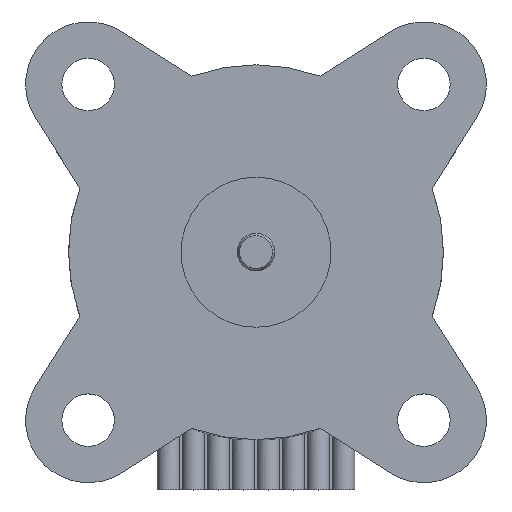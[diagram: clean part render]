
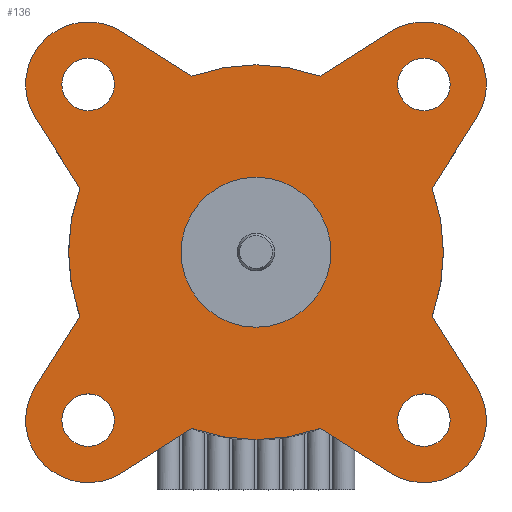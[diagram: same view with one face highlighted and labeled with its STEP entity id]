
A CAD part, top view. The second image highlights one B-rep face of the part: STEP entity #136.
In plain terms, the highlighted planar face has unit normal (0, 0, 1).
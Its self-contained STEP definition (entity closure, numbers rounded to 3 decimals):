
#37=FACE_BOUND('',#325,.T.);
#38=FACE_BOUND('',#326,.T.);
#39=FACE_BOUND('',#327,.T.);
#40=FACE_BOUND('',#328,.T.);
#41=FACE_BOUND('',#329,.T.);
#42=FACE_BOUND('',#330,.T.);
#136=ADVANCED_FACE('',(#37,#38,#39,#40,#41,#42),#197,.T.);
#197=PLANE('',#1553);
#325=EDGE_LOOP('',(#837));
#326=EDGE_LOOP('',(#838,#839,#840,#841,#842,#843,#844,#845,#846,#847,#848,
#849,#850,#851,#852,#853));
#327=EDGE_LOOP('',(#854));
#328=EDGE_LOOP('',(#855));
#329=EDGE_LOOP('',(#856));
#330=EDGE_LOOP('',(#857));
#464=LINE('',#2538,#582);
#465=LINE('',#2542,#583);
#466=LINE('',#2543,#584);
#467=LINE('',#2547,#585);
#468=LINE('',#2548,#586);
#469=LINE('',#2552,#587);
#470=LINE('',#2553,#588);
#471=LINE('',#2557,#589);
#582=VECTOR('',#1871,1.);
#583=VECTOR('',#1874,1.);
#584=VECTOR('',#1875,1.);
#585=VECTOR('',#1878,1.);
#586=VECTOR('',#1879,1.);
#587=VECTOR('',#1882,1.);
#588=VECTOR('',#1883,1.);
#589=VECTOR('',#1886,1.);
#837=ORIENTED_EDGE('',*,*,#1317,.F.);
#838=ORIENTED_EDGE('',*,*,#1302,.F.);
#839=ORIENTED_EDGE('',*,*,#1318,.T.);
#840=ORIENTED_EDGE('',*,*,#1319,.T.);
#841=ORIENTED_EDGE('',*,*,#1320,.T.);
#842=ORIENTED_EDGE('',*,*,#1298,.F.);
#843=ORIENTED_EDGE('',*,*,#1321,.T.);
#844=ORIENTED_EDGE('',*,*,#1322,.T.);
#845=ORIENTED_EDGE('',*,*,#1323,.T.);
#846=ORIENTED_EDGE('',*,*,#1294,.F.);
#847=ORIENTED_EDGE('',*,*,#1324,.T.);
#848=ORIENTED_EDGE('',*,*,#1325,.T.);
#849=ORIENTED_EDGE('',*,*,#1326,.T.);
#850=ORIENTED_EDGE('',*,*,#1290,.F.);
#851=ORIENTED_EDGE('',*,*,#1327,.T.);
#852=ORIENTED_EDGE('',*,*,#1328,.T.);
#853=ORIENTED_EDGE('',*,*,#1329,.T.);
#854=ORIENTED_EDGE('',*,*,#1330,.F.);
#855=ORIENTED_EDGE('',*,*,#1331,.F.);
#856=ORIENTED_EDGE('',*,*,#1332,.F.);
#857=ORIENTED_EDGE('',*,*,#1333,.F.);
#1125=VERTEX_POINT('',#2478);
#1127=VERTEX_POINT('',#2482);
#1128=VERTEX_POINT('',#2484);
#1131=VERTEX_POINT('',#2490);
#1132=VERTEX_POINT('',#2492);
#1135=VERTEX_POINT('',#2498);
#1136=VERTEX_POINT('',#2500);
#1139=VERTEX_POINT('',#2506);
#1142=VERTEX_POINT('',#2537);
#1143=VERTEX_POINT('',#2539);
#1144=VERTEX_POINT('',#2541);
#1145=VERTEX_POINT('',#2544);
#1146=VERTEX_POINT('',#2546);
#1147=VERTEX_POINT('',#2549);
#1148=VERTEX_POINT('',#2551);
#1149=VERTEX_POINT('',#2554);
#1150=VERTEX_POINT('',#2556);
#1151=VERTEX_POINT('',#2559);
#1152=VERTEX_POINT('',#2561);
#1153=VERTEX_POINT('',#2563);
#1154=VERTEX_POINT('',#2565);
#1290=EDGE_CURVE('',#1127,#1128,#1415,.T.);
#1294=EDGE_CURVE('',#1131,#1132,#1417,.T.);
#1298=EDGE_CURVE('',#1135,#1136,#1419,.T.);
#1302=EDGE_CURVE('',#1139,#1125,#1421,.T.);
#1317=EDGE_CURVE('',#1142,#1142,#1432,.T.);
#1318=EDGE_CURVE('',#1139,#1143,#464,.T.);
#1319=EDGE_CURVE('',#1143,#1144,#1433,.T.);
#1320=EDGE_CURVE('',#1144,#1136,#465,.T.);
#1321=EDGE_CURVE('',#1135,#1145,#466,.T.);
#1322=EDGE_CURVE('',#1145,#1146,#1434,.T.);
#1323=EDGE_CURVE('',#1146,#1132,#467,.T.);
#1324=EDGE_CURVE('',#1131,#1147,#468,.T.);
#1325=EDGE_CURVE('',#1147,#1148,#1435,.T.);
#1326=EDGE_CURVE('',#1148,#1128,#469,.T.);
#1327=EDGE_CURVE('',#1127,#1149,#470,.T.);
#1328=EDGE_CURVE('',#1149,#1150,#1436,.T.);
#1329=EDGE_CURVE('',#1150,#1125,#471,.T.);
#1330=EDGE_CURVE('',#1151,#1151,#1437,.T.);
#1331=EDGE_CURVE('',#1152,#1152,#1438,.T.);
#1332=EDGE_CURVE('',#1153,#1153,#1439,.T.);
#1333=EDGE_CURVE('',#1154,#1154,#1440,.T.);
#1415=CIRCLE('',#1515,7.5);
#1417=CIRCLE('',#1517,7.5);
#1419=CIRCLE('',#1519,7.5);
#1421=CIRCLE('',#1521,7.5);
#1432=CIRCLE('',#1544,3.);
#1433=CIRCLE('',#1545,2.5);
#1434=CIRCLE('',#1546,2.5);
#1435=CIRCLE('',#1547,2.5);
#1436=CIRCLE('',#1548,2.5);
#1437=CIRCLE('',#1549,1.05);
#1438=CIRCLE('',#1550,1.05);
#1439=CIRCLE('',#1551,1.05);
#1440=CIRCLE('',#1552,1.05);
#1515=AXIS2_PLACEMENT_3D('',#2483,#1801,#1802);
#1517=AXIS2_PLACEMENT_3D('',#2491,#1807,#1808);
#1519=AXIS2_PLACEMENT_3D('',#2499,#1813,#1814);
#1521=AXIS2_PLACEMENT_3D('',#2507,#1819,#1820);
#1544=AXIS2_PLACEMENT_3D('',#2536,#1869,#1870);
#1545=AXIS2_PLACEMENT_3D('',#2540,#1872,#1873);
#1546=AXIS2_PLACEMENT_3D('',#2545,#1876,#1877);
#1547=AXIS2_PLACEMENT_3D('',#2550,#1880,#1881);
#1548=AXIS2_PLACEMENT_3D('',#2555,#1884,#1885);
#1549=AXIS2_PLACEMENT_3D('',#2558,#1887,#1888);
#1550=AXIS2_PLACEMENT_3D('',#2560,#1889,#1890);
#1551=AXIS2_PLACEMENT_3D('',#2562,#1891,#1892);
#1552=AXIS2_PLACEMENT_3D('',#2564,#1893,#1894);
#1553=AXIS2_PLACEMENT_3D('',#2566,#1895,#1896);
#1801=DIRECTION('',(0.,0.,-1.));
#1802=DIRECTION('',(1.,0.,0.));
#1807=DIRECTION('',(0.,0.,-1.));
#1808=DIRECTION('',(1.,0.,0.));
#1813=DIRECTION('',(0.,0.,-1.));
#1814=DIRECTION('',(1.,0.,0.));
#1819=DIRECTION('',(0.,0.,-1.));
#1820=DIRECTION('',(1.,0.,0.));
#1869=DIRECTION('',(0.,0.,1.));
#1870=DIRECTION('',(1.,0.,0.));
#1871=DIRECTION('',(-0.845,0.535,0.));
#1872=DIRECTION('',(0.,0.,1.));
#1873=DIRECTION('',(1.,0.,0.));
#1874=DIRECTION('',(0.535,-0.845,0.));
#1875=DIRECTION('',(-0.535,-0.845,0.));
#1876=DIRECTION('',(0.,0.,1.));
#1877=DIRECTION('',(0.,1.,0.));
#1878=DIRECTION('',(0.845,0.535,0.));
#1879=DIRECTION('',(0.845,-0.535,0.));
#1880=DIRECTION('',(0.,0.,1.));
#1881=DIRECTION('',(-1.,0.,0.));
#1882=DIRECTION('',(-0.535,0.845,0.));
#1883=DIRECTION('',(0.535,0.845,0.));
#1884=DIRECTION('',(0.,0.,1.));
#1885=DIRECTION('',(0.,-1.,0.));
#1886=DIRECTION('',(-0.845,-0.535,0.));
#1887=DIRECTION('',(0.,0.,1.));
#1888=DIRECTION('',(1.,0.,0.));
#1889=DIRECTION('',(0.,0.,1.));
#1890=DIRECTION('',(0.,1.,0.));
#1891=DIRECTION('',(0.,0.,1.));
#1892=DIRECTION('',(-1.,0.,0.));
#1893=DIRECTION('',(0.,0.,1.));
#1894=DIRECTION('',(0.,-1.,0.));
#1895=DIRECTION('',(0.,0.,1.));
#1896=DIRECTION('',(1.,0.,0.));
#2478=CARTESIAN_POINT('',(2.565,7.048,0.));
#2482=CARTESIAN_POINT('',(7.048,2.565,0.));
#2483=CARTESIAN_POINT('',(0.,0.,0.));
#2484=CARTESIAN_POINT('',(7.048,-2.565,0.));
#2490=CARTESIAN_POINT('',(2.565,-7.048,0.));
#2491=CARTESIAN_POINT('',(0.,0.,0.));
#2492=CARTESIAN_POINT('',(-2.565,-7.048,0.));
#2498=CARTESIAN_POINT('',(-7.048,-2.565,0.));
#2499=CARTESIAN_POINT('',(0.,0.,0.));
#2500=CARTESIAN_POINT('',(-7.048,2.565,0.));
#2506=CARTESIAN_POINT('',(-2.565,7.048,0.));
#2507=CARTESIAN_POINT('',(0.,0.,0.));
#2536=CARTESIAN_POINT('',(0.,0.,0.));
#2537=CARTESIAN_POINT('',(3.,0.,0.));
#2538=CARTESIAN_POINT('',(-2.565,7.048,0.));
#2539=CARTESIAN_POINT('',(-5.38,8.83,0.));
#2540=CARTESIAN_POINT('',(-6.718,6.718,0.));
#2541=CARTESIAN_POINT('',(-8.83,5.38,0.));
#2542=CARTESIAN_POINT('',(-8.83,5.38,0.));
#2543=CARTESIAN_POINT('',(-7.048,-2.565,0.));
#2544=CARTESIAN_POINT('',(-8.83,-5.38,0.));
#2545=CARTESIAN_POINT('',(-6.718,-6.718,0.));
#2546=CARTESIAN_POINT('',(-5.38,-8.83,0.));
#2547=CARTESIAN_POINT('',(-5.38,-8.83,0.));
#2548=CARTESIAN_POINT('',(2.565,-7.048,0.));
#2549=CARTESIAN_POINT('',(5.38,-8.83,0.));
#2550=CARTESIAN_POINT('',(6.718,-6.718,0.));
#2551=CARTESIAN_POINT('',(8.83,-5.38,0.));
#2552=CARTESIAN_POINT('',(8.83,-5.38,0.));
#2553=CARTESIAN_POINT('',(7.048,2.565,0.));
#2554=CARTESIAN_POINT('',(8.83,5.38,0.));
#2555=CARTESIAN_POINT('',(6.718,6.718,0.));
#2556=CARTESIAN_POINT('',(5.38,8.83,0.));
#2557=CARTESIAN_POINT('',(5.38,8.83,0.));
#2558=CARTESIAN_POINT('',(-6.718,6.718,0.));
#2559=CARTESIAN_POINT('',(-5.668,6.718,0.));
#2560=CARTESIAN_POINT('',(-6.718,-6.718,0.));
#2561=CARTESIAN_POINT('',(-6.718,-5.668,0.));
#2562=CARTESIAN_POINT('',(6.718,-6.718,0.));
#2563=CARTESIAN_POINT('',(5.668,-6.718,0.));
#2564=CARTESIAN_POINT('',(6.718,6.718,0.));
#2565=CARTESIAN_POINT('',(6.718,5.668,0.));
#2566=CARTESIAN_POINT('',(0.,0.,0.));
